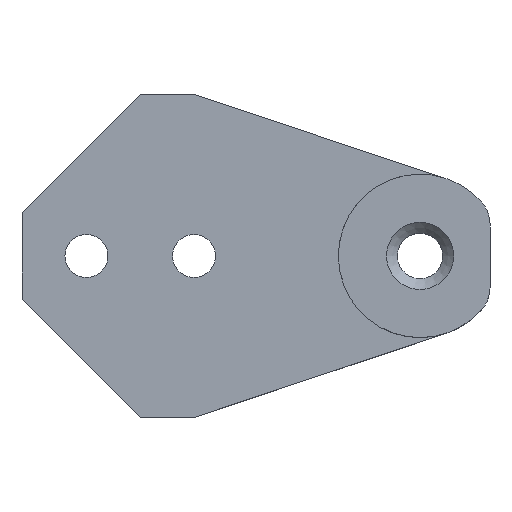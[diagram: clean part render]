
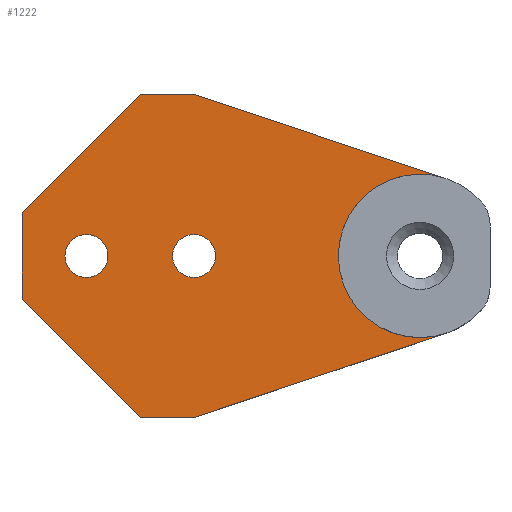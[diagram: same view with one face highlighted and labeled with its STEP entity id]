
A CAD part, top view. The second image highlights one B-rep face of the part: STEP entity #1222.
In plain terms, the highlighted planar face has unit normal (0.001, 0, 1).
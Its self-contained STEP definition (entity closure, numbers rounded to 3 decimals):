
#63=FACE_BOUND('',#272,.T.);
#64=FACE_BOUND('',#273,.T.);
#76=CIRCLE('',#1250,2.);
#77=CIRCLE('',#1252,2.);
#123=CIRCLE('',#1357,7.59);
#193=FACE_OUTER_BOUND('',#271,.T.);
#271=EDGE_LOOP('',(#1076,#1077,#1078,#1079,#1080,#1081,#1082,#1083));
#272=EDGE_LOOP('',(#1084));
#273=EDGE_LOOP('',(#1085));
#286=LINE('',#1769,#394);
#290=LINE('',#1778,#398);
#292=LINE('',#1782,#400);
#308=LINE('',#1832,#416);
#317=LINE('',#1856,#425);
#380=LINE('',#2077,#488);
#384=LINE('',#2084,#492);
#394=VECTOR('',#1379,10.);
#398=VECTOR('',#1385,10.);
#400=VECTOR('',#1389,10.);
#416=VECTOR('',#1429,10.);
#425=VECTOR('',#1450,10.);
#488=VECTOR('',#1715,10.);
#492=VECTOR('',#1721,10.);
#502=VERTEX_POINT('',#1766);
#503=VERTEX_POINT('',#1768);
#506=VERTEX_POINT('',#1775);
#507=VERTEX_POINT('',#1777);
#508=VERTEX_POINT('',#1781);
#531=VERTEX_POINT('',#1834);
#532=VERTEX_POINT('',#1838);
#538=VERTEX_POINT('',#1853);
#539=VERTEX_POINT('',#1855);
#596=VERTEX_POINT('',#2076);
#607=EDGE_CURVE('',#503,#502,#286,.T.);
#611=EDGE_CURVE('',#507,#506,#290,.T.);
#613=EDGE_CURVE('',#507,#508,#292,.T.);
#639=EDGE_CURVE('',#506,#503,#308,.T.);
#641=EDGE_CURVE('',#531,#531,#76,.T.);
#643=EDGE_CURVE('',#532,#532,#77,.T.);
#650=EDGE_CURVE('',#538,#539,#317,.T.);
#760=EDGE_CURVE('',#508,#596,#380,.T.);
#764=EDGE_CURVE('',#539,#502,#384,.T.);
#765=EDGE_CURVE('',#596,#538,#123,.T.);
#1076=ORIENTED_EDGE('',*,*,#607,.T.);
#1077=ORIENTED_EDGE('',*,*,#764,.F.);
#1078=ORIENTED_EDGE('',*,*,#650,.F.);
#1079=ORIENTED_EDGE('',*,*,#765,.F.);
#1080=ORIENTED_EDGE('',*,*,#760,.F.);
#1081=ORIENTED_EDGE('',*,*,#613,.F.);
#1082=ORIENTED_EDGE('',*,*,#611,.T.);
#1083=ORIENTED_EDGE('',*,*,#639,.T.);
#1084=ORIENTED_EDGE('',*,*,#641,.T.);
#1085=ORIENTED_EDGE('',*,*,#643,.T.);
#1155=PLANE('',#1356);
#1222=ADVANCED_FACE('',(#193,#63,#64),#1155,.T.);
#1250=AXIS2_PLACEMENT_3D('',#1836,#1433,#1434);
#1252=AXIS2_PLACEMENT_3D('',#1840,#1438,#1439);
#1356=AXIS2_PLACEMENT_3D('',#2083,#1719,#1720);
#1357=AXIS2_PLACEMENT_3D('',#2085,#1722,#1723);
#1379=DIRECTION('',(0.707,-0.707,-0.001));
#1385=DIRECTION('',(-0.707,-0.707,0.001));
#1389=DIRECTION('',(1.,0.,-0.001));
#1429=DIRECTION('',(0.,-1.,0.));
#1433=DIRECTION('center_axis',(-0.001,0.,
-1.));
#1434=DIRECTION('ref_axis',(-1.,0.,0.001));
#1438=DIRECTION('center_axis',(-0.001,0.,
-1.));
#1439=DIRECTION('ref_axis',(-1.,0.,0.001));
#1450=DIRECTION('',(-0.949,-0.316,0.001));
#1715=DIRECTION('',(0.949,-0.316,-0.001));
#1719=DIRECTION('center_axis',(0.001,0.,
1.));
#1720=DIRECTION('ref_axis',(1.,0.,-0.001));
#1721=DIRECTION('',(-1.,0.,0.001));
#1722=DIRECTION('center_axis',(0.001,0.,1.));
#1723=DIRECTION('ref_axis',(1.,0.,-0.001));
#1766=CARTESIAN_POINT('',(-4.979,0.,28.897));
#1768=CARTESIAN_POINT('',(-15.973,10.994,28.905));
#1769=CARTESIAN_POINT('',(-12.551,7.572,28.902));
#1775=CARTESIAN_POINT('',(-15.973,19.006,28.905));
#1777=CARTESIAN_POINT('',(-4.979,30.,28.897));
#1778=CARTESIAN_POINT('',(-7.054,27.925,28.898));
#1781=CARTESIAN_POINT('',(0.021,30.,28.893));
#1782=CARTESIAN_POINT('',(3.371,30.,28.891));
#1832=CARTESIAN_POINT('',(-15.973,7.5,28.905));
#1834=CARTESIAN_POINT('',(2.018,15.,28.892));
#1836=CARTESIAN_POINT('Origin',(0.018,15.,28.893));
#1838=CARTESIAN_POINT('',(-7.982,15.,28.899));
#1840=CARTESIAN_POINT('Origin',(-9.982,15.,28.9));
#1853=CARTESIAN_POINT('',(23.421,7.799,28.876));
#1855=CARTESIAN_POINT('',(0.021,0.,28.893));
#1856=CARTESIAN_POINT('',(3.036,1.005,28.891));
#2076=CARTESIAN_POINT('',(23.312,22.236,28.876));
#2077=CARTESIAN_POINT('',(18.036,23.995,28.88));
#2083=CARTESIAN_POINT('Origin',(1.721,15.,28.892));
#2084=CARTESIAN_POINT('',(3.371,0.,28.891));
#2085=CARTESIAN_POINT('Origin',(21.021,15.,28.878));
